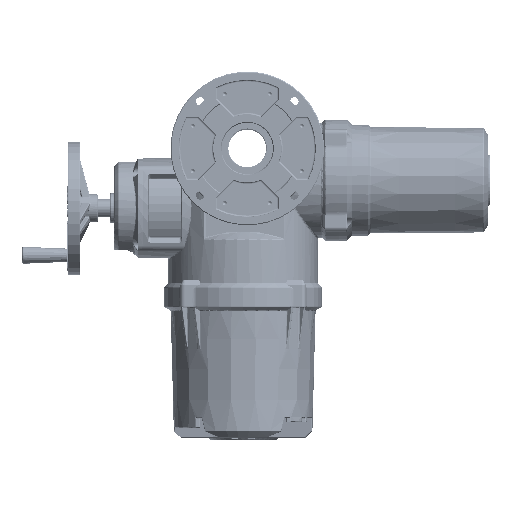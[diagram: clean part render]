
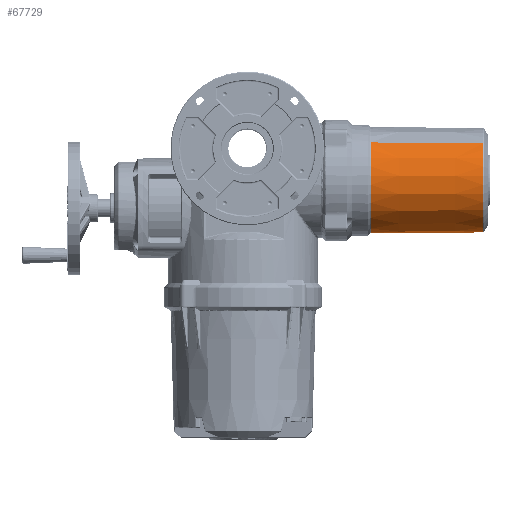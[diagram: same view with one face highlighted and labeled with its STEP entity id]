
A CAD part, front view. The second image highlights one B-rep face of the part: STEP entity #67729.
In plain terms, the highlighted conical face has half-angle 0.5 degrees and reference radius 63 mm.
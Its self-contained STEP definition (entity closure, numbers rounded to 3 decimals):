
#688=CONICAL_SURFACE('',#74582,63.,0.009);
#8796=CIRCLE('',#74553,64.236);
#8817=CIRCLE('',#74583,63.053);
#14267=FACE_OUTER_BOUND('',#18804,.T.);
#18804=EDGE_LOOP('',(#55542,#55543,#55544,#55545));
#22534=LINE('',#175886,#25435);
#22535=LINE('',#175887,#25436);
#25435=VECTOR('',#89989,1000.);
#25436=VECTOR('',#89990,1000.);
#30293=VERTEX_POINT('',#175621);
#30294=VERTEX_POINT('',#175623);
#30319=VERTEX_POINT('',#175681);
#30320=VERTEX_POINT('',#175682);
#38999=EDGE_CURVE('',#30319,#30320,#8796,.T.);
#39040=EDGE_CURVE('',#30293,#30294,#8817,.T.);
#39041=EDGE_CURVE('',#30294,#30319,#22534,.T.);
#39042=EDGE_CURVE('',#30293,#30320,#22535,.T.);
#55542=ORIENTED_EDGE('',*,*,#39040,.T.);
#55543=ORIENTED_EDGE('',*,*,#39041,.T.);
#55544=ORIENTED_EDGE('',*,*,#38999,.T.);
#55545=ORIENTED_EDGE('',*,*,#39042,.F.);
#67729=ADVANCED_FACE('',(#14267),#688,.T.);
#74553=AXIS2_PLACEMENT_3D('',#175683,#89916,#89917);
#74582=AXIS2_PLACEMENT_3D('',#175884,#89985,#89986);
#74583=AXIS2_PLACEMENT_3D('',#175885,#89987,#89988);
#89916=DIRECTION('center_axis',(-1.,0.,0.));
#89917=DIRECTION('ref_axis',(0.,0.,1.));
#89985=DIRECTION('center_axis',(1.,0.,0.));
#89986=DIRECTION('ref_axis',(0.,0.,1.));
#89987=DIRECTION('center_axis',(1.,0.,0.));
#89988=DIRECTION('ref_axis',(0.,0.,-1.));
#89989=DIRECTION('',(1.,0.,-0.009));
#89990=DIRECTION('',(1.,0.,0.009));
#175621=CARTESIAN_POINT('',(14.084,0.,63.053));
#175623=CARTESIAN_POINT('',(14.084,0.,-63.053));
#175681=CARTESIAN_POINT('',(149.586,0.,-64.236));
#175682=CARTESIAN_POINT('',(149.586,0.,64.236));
#175683=CARTESIAN_POINT('Origin',(149.586,0.,0.));
#175884=CARTESIAN_POINT('Origin',(8.,0.,0.));
#175885=CARTESIAN_POINT('Origin',(14.084,0.,0.));
#175886=CARTESIAN_POINT('',(8.,0.,-63.));
#175887=CARTESIAN_POINT('',(8.,0.,63.));
